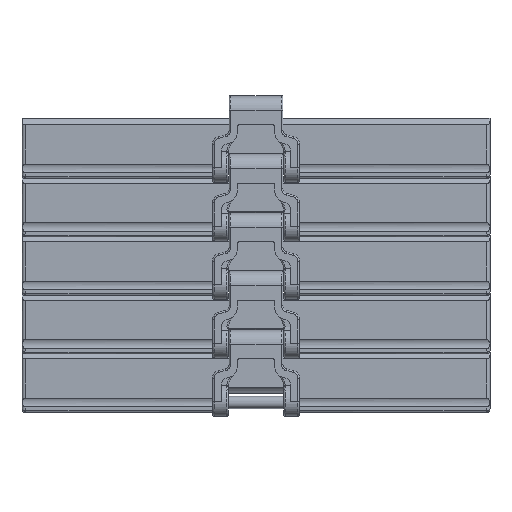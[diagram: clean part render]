
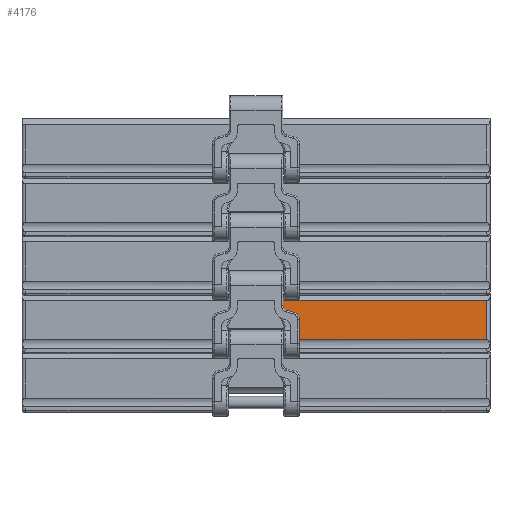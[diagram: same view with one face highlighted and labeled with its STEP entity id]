
A CAD part, front view. The second image highlights one B-rep face of the part: STEP entity #4176.
In plain terms, the highlighted planar face has unit normal (0, -1, 0).
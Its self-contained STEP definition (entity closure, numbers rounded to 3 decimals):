
#16 = EDGE_CURVE ( 'NONE', #3606, #2890, #2201, .T. ) ;
#48 = VECTOR ( 'NONE', #679, 1000. ) ;
#52 = VERTEX_POINT ( 'NONE', #3124 ) ;
#73 = ORIENTED_EDGE ( 'NONE', *, *, #2026, .T. ) ;
#102 = CARTESIAN_POINT ( 'NONE',  ( 17.5, 4.7, 9.266 ) ) ;
#131 = VECTOR ( 'NONE', #3179, 1000. ) ;
#173 = EDGE_CURVE ( 'NONE', #3890, #1529, #1509, .T. ) ;
#227 = CARTESIAN_POINT ( 'NONE',  ( 17.5, 4.7, 5.575 ) ) ;
#262 = DIRECTION ( 'NONE',  ( 0., 1., 0. ) ) ;
#277 = EDGE_CURVE ( 'NONE', #3465, #615, #744, .T. ) ;
#434 = CARTESIAN_POINT ( 'NONE',  ( 150.4, 4.7, 9.266 ) ) ;
#464 = VECTOR ( 'NONE', #3391, 1000. ) ;
#567 = VECTOR ( 'NONE', #3578, 1000. ) ;
#615 = VERTEX_POINT ( 'NONE', #102 ) ;
#679 = DIRECTION ( 'NONE',  ( 0., 0., 1. ) ) ;
#744 = LINE ( 'NONE', #1679, #464 ) ;
#1082 = ORIENTED_EDGE ( 'NONE', *, *, #3192, .T. ) ;
#1138 = LINE ( 'NONE', #1807, #3714 ) ;
#1261 = VERTEX_POINT ( 'NONE', #3803 ) ;
#1343 = FACE_OUTER_BOUND ( 'NONE', #3615, .T. ) ;
#1509 = CIRCLE ( 'NONE', #4274, 5. ) ;
#1529 = VERTEX_POINT ( 'NONE', #2352 ) ;
#1679 = CARTESIAN_POINT ( 'NONE',  ( 162.577, 4.7, 9.266 ) ) ;
#1681 = LINE ( 'NONE', #3394, #48 ) ;
#1685 = PLANE ( 'NONE',  #4240 ) ;
#1807 = CARTESIAN_POINT ( 'NONE',  ( 19.724, 4.7, 2.677 ) ) ;
#1828 = EDGE_CURVE ( 'NONE', #1261, #3465, #1681, .T. ) ;
#1912 = ORIENTED_EDGE ( 'NONE', *, *, #277, .T. ) ;
#1959 = ORIENTED_EDGE ( 'NONE', *, *, #3570, .T. ) ;
#2014 = DIRECTION ( 'NONE',  ( 0., 0., 1. ) ) ;
#2026 = EDGE_CURVE ( 'NONE', #2890, #3890, #1138, .T. ) ;
#2061 = DIRECTION ( 'NONE',  ( 0., 0., -1. ) ) ;
#2201 = CIRCLE ( 'NONE', #2993, 3. ) ;
#2266 = DIRECTION ( 'NONE',  ( 0., 1., 0. ) ) ;
#2350 = ORIENTED_EDGE ( 'NONE', *, *, #173, .T. ) ;
#2352 = CARTESIAN_POINT ( 'NONE',  ( 28.3, 4.7, -3.457 ) ) ;
#2487 = LINE ( 'NONE', #3848, #131 ) ;
#2567 = CARTESIAN_POINT ( 'NONE',  ( 167.956, 4.7, -16.368 ) ) ;
#2695 = CARTESIAN_POINT ( 'NONE',  ( 20.5, 4.7, 5.575 ) ) ;
#2784 = ORIENTED_EDGE ( 'NONE', *, *, #16, .T. ) ;
#2881 = CARTESIAN_POINT ( 'NONE',  ( 19.724, 4.7, 2.677 ) ) ;
#2890 = VERTEX_POINT ( 'NONE', #2881 ) ;
#2948 = LINE ( 'NONE', #2567, #567 ) ;
#2993 = AXIS2_PLACEMENT_3D ( 'NONE', #2695, #3105, #2014 ) ;
#3015 = VECTOR ( 'NONE', #2061, 1000. ) ;
#3105 = DIRECTION ( 'NONE',  ( 0., -1., 0. ) ) ;
#3124 = CARTESIAN_POINT ( 'NONE',  ( 28.3, 4.7, -16.368 ) ) ;
#3150 = CARTESIAN_POINT ( 'NONE',  ( 17.5, 4.7, 28.225 ) ) ;
#3165 = DIRECTION ( 'NONE',  ( 0.966, 0., -0.259 ) ) ;
#3172 = ORIENTED_EDGE ( 'NONE', *, *, #1828, .T. ) ;
#3179 = DIRECTION ( 'NONE',  ( 0., 0., -1. ) ) ;
#3192 = EDGE_CURVE ( 'NONE', #615, #3606, #3399, .T. ) ;
#3267 = ORIENTED_EDGE ( 'NONE', *, *, #3976, .F. ) ;
#3324 = DIRECTION ( 'NONE',  ( 0., 0., 1. ) ) ;
#3391 = DIRECTION ( 'NONE',  ( -1., 0., 0. ) ) ;
#3394 = CARTESIAN_POINT ( 'NONE',  ( 150.4, 4.7, 9.266 ) ) ;
#3399 = LINE ( 'NONE', #3150, #3015 ) ;
#3465 = VERTEX_POINT ( 'NONE', #434 ) ;
#3570 = EDGE_CURVE ( 'NONE', #1529, #52, #2487, .T. ) ;
#3578 = DIRECTION ( 'NONE',  ( -1., 0., 0. ) ) ;
#3606 = VERTEX_POINT ( 'NONE', #227 ) ;
#3615 = EDGE_LOOP ( 'NONE', ( #3267, #3172, #1912, #1082, #2784, #73, #2350, #1959 ) ) ;
#3681 = CARTESIAN_POINT ( 'NONE',  ( 0., 4.7, 2.38 ) ) ;
#3714 = VECTOR ( 'NONE', #3165, 1000. ) ;
#3803 = CARTESIAN_POINT ( 'NONE',  ( 150.4, 4.7, -16.368 ) ) ;
#3848 = CARTESIAN_POINT ( 'NONE',  ( 28.3, 4.7, -3.457 ) ) ;
#3890 = VERTEX_POINT ( 'NONE', #4159 ) ;
#3920 = CARTESIAN_POINT ( 'NONE',  ( 23.3, 4.7, -3.457 ) ) ;
#3976 = EDGE_CURVE ( 'NONE', #1261, #52, #2948, .T. ) ;
#4159 = CARTESIAN_POINT ( 'NONE',  ( 24.594, 4.7, 1.372 ) ) ;
#4176 = ADVANCED_FACE ( 'NONE', ( #1343 ), #1685, .F. ) ;
#4240 = AXIS2_PLACEMENT_3D ( 'NONE', #3681, #262, #3324 ) ;
#4274 = AXIS2_PLACEMENT_3D ( 'NONE', #3920, #2266, #4364 ) ;
#4364 = DIRECTION ( 'NONE',  ( 0., 0., -1. ) ) ;
